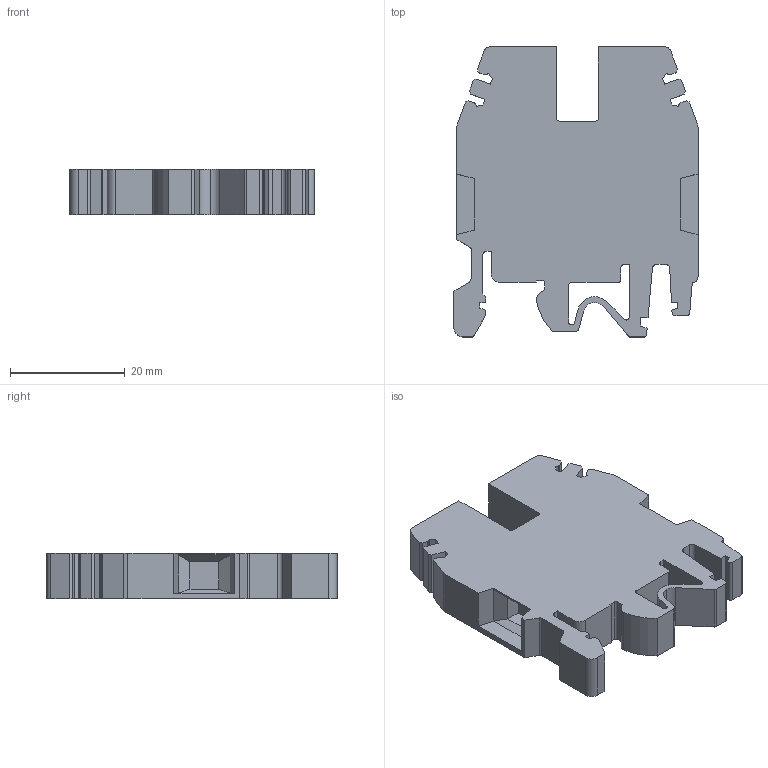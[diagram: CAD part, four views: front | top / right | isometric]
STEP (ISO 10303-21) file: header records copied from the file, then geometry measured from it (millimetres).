
FILE_DESCRIPTION(('OneSpaceDesigner STEP Export'),'2;1');
FILE_NAME('CBD.6.stp','2008-07-03T14:40:50',(''),(''),'OneSpace Designer STEP processor for AP214 (Solid Model)','OneSpace Modeling 15.50 10-Aug-2007 (C) CoCreate Software GmbH','');
FILE_SCHEMA(('AUTOMOTIVE_DESIGN { 1 0 10303 214 1 1 1 1 }'));
Length unit declared in the file: millimetre
Products named in the file (2): CBD.6
Assembly tree (1 placements, depth 2):
  CBD.6
    CBD.6
Bounding box: 42.5 x 50.5 x 8 mm (x, y, z)
Volume: 12257.7 mm3; surface area: 6346.2 mm2
Topology: 1 solids, 1 shells, 158 faces, 443 edges, 290 vertices
Faces by surface type: plane 112, cylinder 46
Entity records: 4940 total; most frequent: ORIENTED_EDGE 886, CARTESIAN_POINT 860, DIRECTION 794, EDGE_CURVE 443, VECTOR 346, LINE 346, VERTEX_POINT 290, AXIS2_PLACEMENT_3D 224
